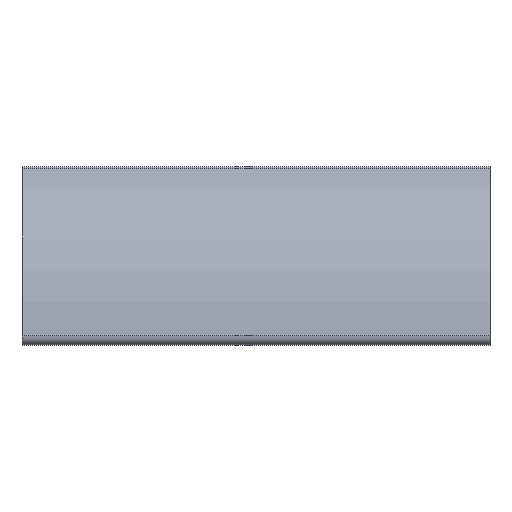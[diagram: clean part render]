
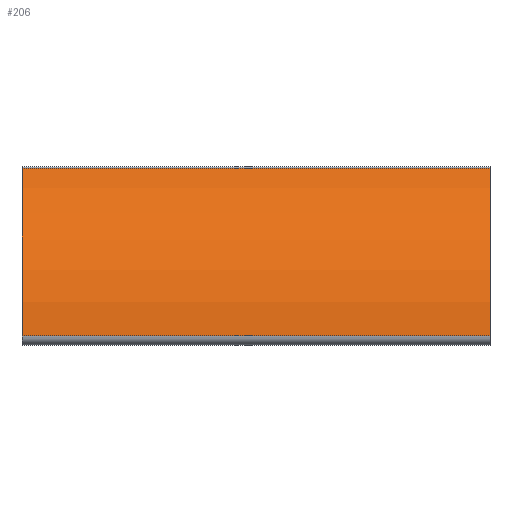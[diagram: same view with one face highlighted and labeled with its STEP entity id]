
A CAD part, left-side view. The second image highlights one B-rep face of the part: STEP entity #206.
In plain terms, the highlighted cylindrical face has radius 45 mm (diameter 90 mm), a partial arc.
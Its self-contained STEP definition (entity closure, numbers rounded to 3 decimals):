
#206 = ADVANCED_FACE( '', ( #545 ), #546, .T. );
#545 = FACE_OUTER_BOUND( '', #1022, .T. );
#546 = CYLINDRICAL_SURFACE( '', #1023, 45. );
#1022 = EDGE_LOOP( '', ( #1563, #1564, #1565, #1566 ) );
#1023 = AXIS2_PLACEMENT_3D( '', #1567, #1568, #1569 );
#1563 = ORIENTED_EDGE( '', *, *, #3048, .F. );
#1564 = ORIENTED_EDGE( '', *, *, #3049, .F. );
#1565 = ORIENTED_EDGE( '', *, *, #3050, .T. );
#1566 = ORIENTED_EDGE( '', *, *, #2990, .T. );
#1567 = CARTESIAN_POINT( '', ( 26.563, 100., -19.099 ) );
#1568 = DIRECTION( '', ( 0., 1., 0. ) );
#1569 = DIRECTION( '', ( 0., 0., -1. ) );
#2990 = EDGE_CURVE( '', #3610, #3607, #3611, .T. );
#3048 = EDGE_CURVE( '', #3712, #3607, #3713, .T. );
#3049 = EDGE_CURVE( '', #3714, #3712, #3715, .T. );
#3050 = EDGE_CURVE( '', #3714, #3610, #3716, .T. );
#3607 = VERTEX_POINT( '', #4527 );
#3610 = VERTEX_POINT( '', #4530 );
#3611 = LINE( '', #4531, #4532 );
#3712 = VERTEX_POINT( '', #4663 );
#3713 = CIRCLE( '', #4664, 45. );
#3714 = VERTEX_POINT( '', #4665 );
#3715 = LINE( '', #4666, #4667 );
#3716 = CIRCLE( '', #4668, 45. );
#4527 = CARTESIAN_POINT( '', ( -18.388, 0., -17.006 ) );
#4530 = CARTESIAN_POINT( '', ( -18.388, 100., -17.006 ) );
#4531 = CARTESIAN_POINT( '', ( -18.388, 100., -17.006 ) );
#4532 = VECTOR( '', #5703, 1000. );
#4663 = CARTESIAN_POINT( '', ( 2.275, 0., 18.783 ) );
#4664 = AXIS2_PLACEMENT_3D( '', #5779, #5780, #5781 );
#4665 = CARTESIAN_POINT( '', ( 2.275, 100., 18.783 ) );
#4666 = CARTESIAN_POINT( '', ( 2.275, 100., 18.783 ) );
#4667 = VECTOR( '', #5782, 1000. );
#4668 = AXIS2_PLACEMENT_3D( '', #5783, #5784, #5785 );
#5703 = DIRECTION( '', ( 0., -1., 0. ) );
#5779 = CARTESIAN_POINT( '', ( 26.563, 0., -19.099 ) );
#5780 = DIRECTION( '', ( 0., -1., 0. ) );
#5781 = DIRECTION( '', ( 1., 0., 0. ) );
#5782 = DIRECTION( '', ( 0., -1., 0. ) );
#5783 = CARTESIAN_POINT( '', ( 26.563, 100., -19.099 ) );
#5784 = DIRECTION( '', ( 0., -1., 0. ) );
#5785 = DIRECTION( '', ( 1., 0., 0. ) );
